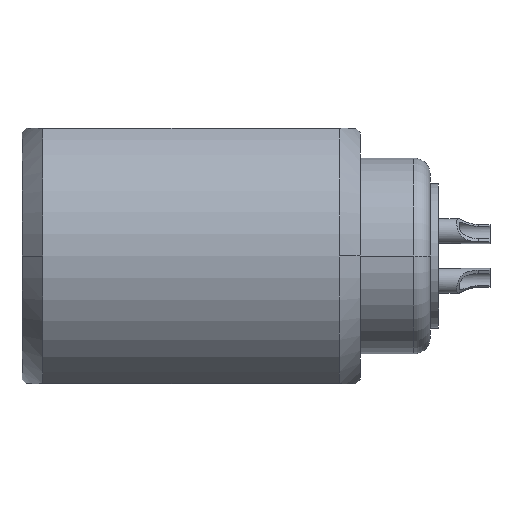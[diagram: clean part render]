
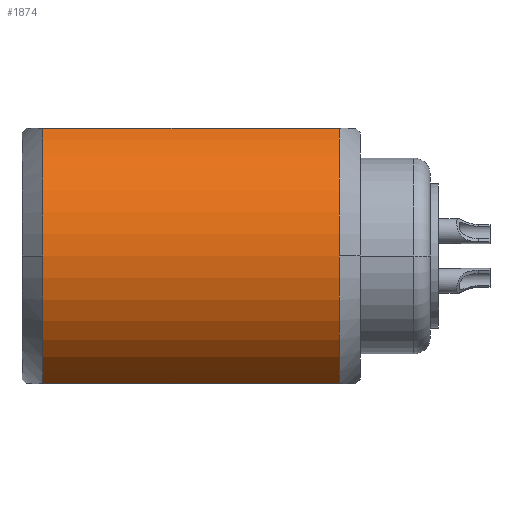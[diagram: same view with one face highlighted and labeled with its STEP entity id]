
A CAD part, front view. The second image highlights one B-rep face of the part: STEP entity #1874.
In plain terms, the highlighted cylindrical face has radius 7 mm (diameter 14 mm), a partial arc.
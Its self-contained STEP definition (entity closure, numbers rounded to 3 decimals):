
#301=CARTESIAN_POINT('',(0.,0.,0.));
#302=DIRECTION('',(-1.,0.,0.));
#303=DIRECTION('',(0.,-1.,0.));
#304=AXIS2_PLACEMENT_3D('',#301,#302,#303);
#306=CARTESIAN_POINT('',(0.,0.,0.));
#307=DIRECTION('',(-1.,0.,0.));
#308=DIRECTION('',(0.,-0.464,-0.886));
#309=AXIS2_PLACEMENT_3D('',#306,#307,#308);
#311=DIRECTION('',(1.,0.,0.));
#312=VECTOR('',#311,14.4);
#313=CARTESIAN_POINT('',(-14.4,-3.25,-6.2));
#314=LINE('',#313,#312);
#315=DIRECTION('',(1.,0.,0.));
#316=VECTOR('',#315,14.4);
#317=CARTESIAN_POINT('',(-14.4,-3.25,6.2));
#318=LINE('',#317,#316);
#328=CARTESIAN_POINT('',(-14.4,0.,0.));
#329=DIRECTION('',(1.,0.,0.));
#330=DIRECTION('',(0.,-0.464,0.886));
#331=AXIS2_PLACEMENT_3D('',#328,#329,#330);
#373=CARTESIAN_POINT('',(-14.4,0.,0.));
#374=DIRECTION('',(-1.,0.,0.));
#375=DIRECTION('',(0.,-0.464,-0.886));
#376=AXIS2_PLACEMENT_3D('',#373,#374,#375);
#1223=CARTESIAN_POINT('',(-14.4,-7.,0.));
#1225=VERTEX_POINT('',#1223);
#1231=CARTESIAN_POINT('',(-14.4,-3.25,6.2));
#1232=CARTESIAN_POINT('',(0.,-3.25,6.2));
#1233=VERTEX_POINT('',#1231);
#1234=VERTEX_POINT('',#1232);
#1235=CARTESIAN_POINT('',(-14.4,-3.25,-6.2));
#1236=CARTESIAN_POINT('',(0.,-3.25,-6.2));
#1237=VERTEX_POINT('',#1235);
#1238=VERTEX_POINT('',#1236);
#1259=CARTESIAN_POINT('',(0.,-7.,
0.));
#1260=VERTEX_POINT('',#1259);
#1857=CARTESIAN_POINT('',(-16.39,0.,0.));
#1858=DIRECTION('',(1.,0.,0.));
#1859=DIRECTION('',(0.,-1.,0.));
#1860=AXIS2_PLACEMENT_3D('',#1857,#1858,#1859);
#1861=CYLINDRICAL_SURFACE('',#1860,7.);
#1863=ORIENTED_EDGE('',*,*,#1862,.F.);
#1864=ORIENTED_EDGE('',*,*,#1791,.F.);
#1865=ORIENTED_EDGE('',*,*,#1815,.F.);
#1867=ORIENTED_EDGE('',*,*,#1866,.T.);
#1869=ORIENTED_EDGE('',*,*,#1868,.F.);
#1871=ORIENTED_EDGE('',*,*,#1870,.T.);
#1872=EDGE_LOOP('',(#1863,#1864,#1865,#1867,#1869,#1871));
#1873=FACE_OUTER_BOUND('',#1872,.F.);
#305=CIRCLE('',#304,7.);
#310=CIRCLE('',#309,7.);
#332=CIRCLE('',#331,7.);
#377=CIRCLE('',#376,7.);
#1791=EDGE_CURVE('',#1238,#1260,#310,.T.);
#1815=EDGE_CURVE('',#1237,#1238,#314,.T.);
#1862=EDGE_CURVE('',#1260,#1234,#305,.T.);
#1866=EDGE_CURVE('',#1237,#1225,#377,.T.);
#1868=EDGE_CURVE('',#1233,#1225,#332,.T.);
#1870=EDGE_CURVE('',#1233,#1234,#318,.T.);
#1874=ADVANCED_FACE('',(#1873),#1861,.T.);
